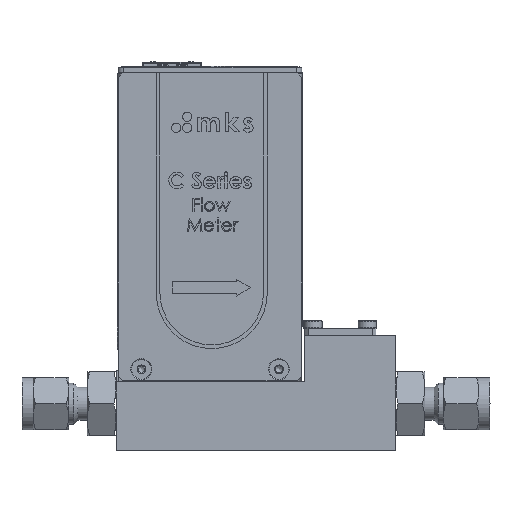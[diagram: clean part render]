
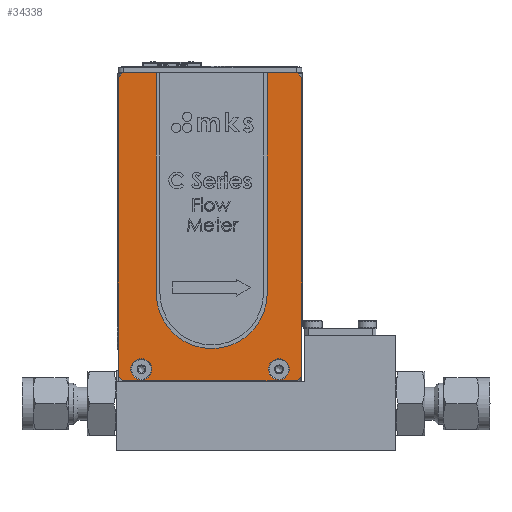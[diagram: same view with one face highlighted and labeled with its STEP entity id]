
A CAD part, top view. The second image highlights one B-rep face of the part: STEP entity #34338.
In plain terms, the highlighted planar face has unit normal (0, 0, 1).
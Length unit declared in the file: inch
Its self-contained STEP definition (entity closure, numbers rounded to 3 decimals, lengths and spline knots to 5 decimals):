
#560 = VERTEX_POINT ( 'NONE', #41988 ) ;
#935 = CARTESIAN_POINT ( 'NONE',  ( 1.48097, -0.053, 0.498 ) ) ;
#1812 = VERTEX_POINT ( 'NONE', #42858 ) ;
#1975 = DIRECTION ( 'NONE',  ( 1., 0., 0. ) ) ;
#2878 = CARTESIAN_POINT ( 'NONE',  ( 1.61347, -0.179, 0.498 ) ) ;
#3207 = EDGE_CURVE ( 'NONE', #21888, #53368, #7791, .T. ) ;
#3483 = VECTOR ( 'NONE', #41593, 39.37008 ) ;
#3556 = CARTESIAN_POINT ( 'NONE',  ( -0.35653, -0.179, 0.498 ) ) ;
#3641 = AXIS2_PLACEMENT_3D ( 'NONE', #11769, #41443, #16039 ) ;
#4079 = ORIENTED_EDGE ( 'NONE', *, *, #48432, .T. ) ;
#4660 = CARTESIAN_POINT ( 'NONE',  ( -0.30653, 3.126, 0.498 ) ) ;
#4788 = LINE ( 'NONE', #37310, #3483 ) ;
#5015 = CARTESIAN_POINT ( 'NONE',  ( 0.95447, 3.001, 0.498 ) ) ;
#5378 = ORIENTED_EDGE ( 'NONE', *, *, #53021, .T. ) ;
#5579 = VERTEX_POINT ( 'NONE', #8299 ) ;
#5774 = EDGE_LOOP ( 'NONE', ( #51672 ) ) ;
#5921 = EDGE_CURVE ( 'NONE', #36212, #21888, #13016, .T. ) ;
#7121 = ORIENTED_EDGE ( 'NONE', *, *, #49949, .T. ) ;
#7256 = VERTEX_POINT ( 'NONE', #8987 ) ;
#7791 = LINE ( 'NONE', #20038, #33645 ) ;
#7812 = DIRECTION ( 'NONE',  ( -1., 0., 0. ) ) ;
#8299 = CARTESIAN_POINT ( 'NONE',  ( -0.30653, 3.126, 0.498 ) ) ;
#8875 = DIRECTION ( 'NONE',  ( -0.707, -0.707, 0. ) ) ;
#8987 = CARTESIAN_POINT ( 'NONE',  ( 1.56347, 3.126, 0.498 ) ) ;
#10163 = FACE_BOUND ( 'NONE', #30871, .T. ) ;
#10281 = LINE ( 'NONE', #43860, #42828 ) ;
#10936 = CIRCLE ( 'NONE', #12973, 0.1125 ) ;
#11435 = EDGE_CURVE ( 'NONE', #560, #7256, #10281, .T. ) ;
#11753 = VERTEX_POINT ( 'NONE', #51359 ) ;
#11769 = CARTESIAN_POINT ( 'NONE',  ( 1.06847, 3.001, 0.498 ) ) ;
#11827 = ORIENTED_EDGE ( 'NONE', *, *, #44725, .F. ) ;
#11904 = PLANE ( 'NONE',  #44497 ) ;
#12056 = EDGE_LOOP ( 'NONE', ( #11827 ) ) ;
#12743 = DIRECTION ( 'NONE',  ( -1., 0., 0. ) ) ;
#12802 = LINE ( 'NONE', #38935, #44006 ) ;
#12851 = FACE_BOUND ( 'NONE', #12056, .T. ) ;
#12973 = AXIS2_PLACEMENT_3D ( 'NONE', #23550, #53204, #27812 ) ;
#13016 = LINE ( 'NONE', #49448, #22984 ) ;
#15188 = EDGE_CURVE ( 'NONE', #5579, #54399, #31650, .T. ) ;
#15342 = DIRECTION ( 'NONE',  ( 0., 0., 1. ) ) ;
#15406 = CARTESIAN_POINT ( 'NONE',  ( -0.35653, -0.129, 0.498 ) ) ;
#16039 = DIRECTION ( 'NONE',  ( 1., 0., 0. ) ) ;
#16214 = ORIENTED_EDGE ( 'NONE', *, *, #42168, .F. ) ;
#17176 = LINE ( 'NONE', #2878, #28483 ) ;
#18822 = FACE_OUTER_BOUND ( 'NONE', #48196, .T. ) ;
#19438 = LINE ( 'NONE', #33883, #53291 ) ;
#20038 = CARTESIAN_POINT ( 'NONE',  ( -0.35653, -0.179, 0.498 ) ) ;
#21888 = VERTEX_POINT ( 'NONE', #33208 ) ;
#22690 = AXIS2_PLACEMENT_3D ( 'NONE', #52751, #27332, #1975 ) ;
#22984 = VECTOR ( 'NONE', #28312, 39.37008 ) ;
#23529 = ORIENTED_EDGE ( 'NONE', *, *, #15188, .T. ) ;
#23550 = CARTESIAN_POINT ( 'NONE',  ( -0.10753, -0.053, 0.498 ) ) ;
#24581 = ORIENTED_EDGE ( 'NONE', *, *, #11435, .T. ) ;
#25012 = CARTESIAN_POINT ( 'NONE',  ( -0.35653, 3.076, 0.498 ) ) ;
#26311 = VERTEX_POINT ( 'NONE', #935 ) ;
#27332 = DIRECTION ( 'NONE',  ( 0., 0., 1. ) ) ;
#27812 = DIRECTION ( 'NONE',  ( 1., 0., 0. ) ) ;
#28278 = DIRECTION ( 'NONE',  ( 0., 1., 0. ) ) ;
#28312 = DIRECTION ( 'NONE',  ( 0.707, -0.707, 0. ) ) ;
#28483 = VECTOR ( 'NONE', #28278, 39.37008 ) ;
#28563 = DIRECTION ( 'NONE',  ( 1., 0., 0. ) ) ;
#30088 = FACE_BOUND ( 'NONE', #46863, .T. ) ;
#30871 = EDGE_LOOP ( 'NONE', ( #16214 ) ) ;
#31650 = LINE ( 'NONE', #4660, #52890 ) ;
#33208 = CARTESIAN_POINT ( 'NONE',  ( -0.30653, -0.179, 0.498 ) ) ;
#33222 = DIRECTION ( 'NONE',  ( 0., 0., -1. ) ) ;
#33449 = AXIS2_PLACEMENT_3D ( 'NONE', #40757, #15342, #45022 ) ;
#33645 = VECTOR ( 'NONE', #28563, 39.37008 ) ;
#33883 = CARTESIAN_POINT ( 'NONE',  ( -0.35653, 3.126, 0.498 ) ) ;
#34338 = ADVANCED_FACE ( 'NONE', ( #10163, #41401, #12851, #30088, #18822 ), #11904, .F. ) ;
#34448 = CIRCLE ( 'NONE', #33449, 0.1125 ) ;
#34533 = EDGE_CURVE ( 'NONE', #53368, #43985, #12802, .T. ) ;
#35651 = DIRECTION ( 'NONE',  ( 0.707, 0.707, 0. ) ) ;
#36212 = VERTEX_POINT ( 'NONE', #15406 ) ;
#37310 = CARTESIAN_POINT ( 'NONE',  ( -0.35653, -0.179, 0.498 ) ) ;
#38278 = CARTESIAN_POINT ( 'NONE',  ( 1.61347, -0.129, 0.498 ) ) ;
#38935 = CARTESIAN_POINT ( 'NONE',  ( 1.56347, -0.179, 0.498 ) ) ;
#40280 = VERTEX_POINT ( 'NONE', #5015 ) ;
#40757 = CARTESIAN_POINT ( 'NONE',  ( 1.36847, -0.053, 0.498 ) ) ;
#40847 = CIRCLE ( 'NONE', #22690, 0.086 ) ;
#41293 = CARTESIAN_POINT ( 'NONE',  ( 1.56347, -0.179, 0.498 ) ) ;
#41401 = FACE_BOUND ( 'NONE', #5774, .T. ) ;
#41443 = DIRECTION ( 'NONE',  ( 0., 0., 1. ) ) ;
#41593 = DIRECTION ( 'NONE',  ( 0., -1., 0. ) ) ;
#41988 = CARTESIAN_POINT ( 'NONE',  ( 1.61347, 3.076, 0.498 ) ) ;
#42168 = EDGE_CURVE ( 'NONE', #1812, #1812, #51176, .T. ) ;
#42828 = VECTOR ( 'NONE', #48095, 39.37008 ) ;
#42858 = CARTESIAN_POINT ( 'NONE',  ( 1.15447, 3.001, 0.498 ) ) ;
#43860 = CARTESIAN_POINT ( 'NONE',  ( 1.61347, 3.076, 0.498 ) ) ;
#43985 = VERTEX_POINT ( 'NONE', #38278 ) ;
#44006 = VECTOR ( 'NONE', #35651, 39.37008 ) ;
#44497 = AXIS2_PLACEMENT_3D ( 'NONE', #3556, #33222, #7812 ) ;
#44725 = EDGE_CURVE ( 'NONE', #11753, #11753, #10936, .T. ) ;
#44851 = ORIENTED_EDGE ( 'NONE', *, *, #54520, .F. ) ;
#45022 = DIRECTION ( 'NONE',  ( 1., 0., 0. ) ) ;
#46545 = ORIENTED_EDGE ( 'NONE', *, *, #5921, .T. ) ;
#46863 = EDGE_LOOP ( 'NONE', ( #44851 ) ) ;
#48086 = ORIENTED_EDGE ( 'NONE', *, *, #34533, .T. ) ;
#48095 = DIRECTION ( 'NONE',  ( -0.707, 0.707, 0. ) ) ;
#48196 = EDGE_LOOP ( 'NONE', ( #4079, #46545, #54365, #48086, #7121, #24581, #5378, #23529 ) ) ;
#48432 = EDGE_CURVE ( 'NONE', #54399, #36212, #4788, .T. ) ;
#49448 = CARTESIAN_POINT ( 'NONE',  ( -0.35653, -0.129, 0.498 ) ) ;
#49949 = EDGE_CURVE ( 'NONE', #43985, #560, #17176, .T. ) ;
#51176 = CIRCLE ( 'NONE', #3641, 0.086 ) ;
#51353 = EDGE_CURVE ( 'NONE', #40280, #40280, #40847, .T. ) ;
#51359 = CARTESIAN_POINT ( 'NONE',  ( 0.00497, -0.053, 0.498 ) ) ;
#51672 = ORIENTED_EDGE ( 'NONE', *, *, #51353, .F. ) ;
#52751 = CARTESIAN_POINT ( 'NONE',  ( 0.86847, 3.001, 0.498 ) ) ;
#52890 = VECTOR ( 'NONE', #8875, 39.37008 ) ;
#53021 = EDGE_CURVE ( 'NONE', #7256, #5579, #19438, .T. ) ;
#53204 = DIRECTION ( 'NONE',  ( 0., 0., 1. ) ) ;
#53291 = VECTOR ( 'NONE', #12743, 39.37008 ) ;
#53368 = VERTEX_POINT ( 'NONE', #41293 ) ;
#54365 = ORIENTED_EDGE ( 'NONE', *, *, #3207, .T. ) ;
#54399 = VERTEX_POINT ( 'NONE', #25012 ) ;
#54520 = EDGE_CURVE ( 'NONE', #26311, #26311, #34448, .T. ) ;
